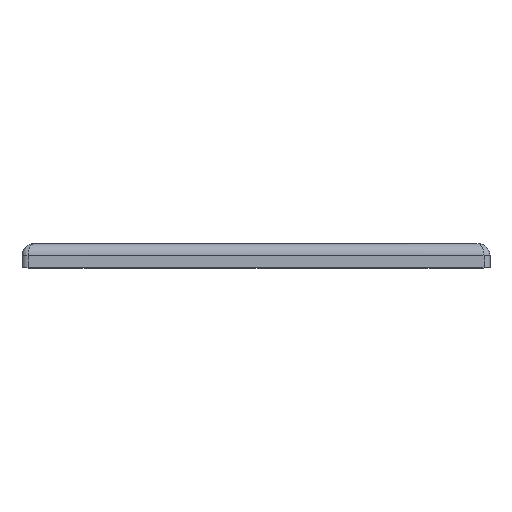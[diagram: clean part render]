
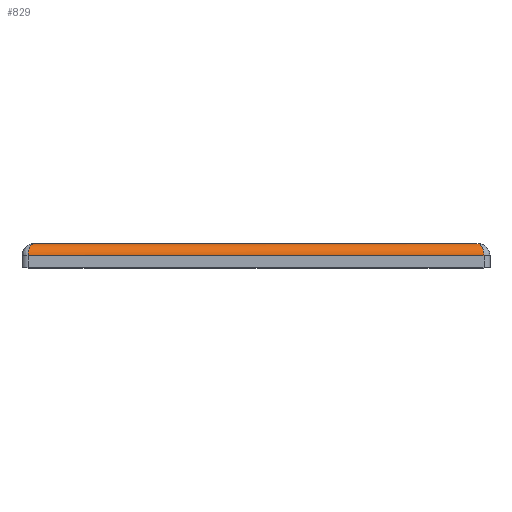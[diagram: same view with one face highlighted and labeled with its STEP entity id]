
A CAD part, top view. The second image highlights one B-rep face of the part: STEP entity #829.
In plain terms, the highlighted cylindrical face has radius 2 mm (diameter 4 mm), a partial arc.
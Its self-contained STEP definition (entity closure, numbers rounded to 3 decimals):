
#642 = VECTOR ( 'NONE', #1286, 1000. ) ;
#702 = LINE ( 'NONE', #1302, #642 ) ;
#829 = ADVANCED_FACE ( 'NONE', ( #3277 ), #2948, .T. ) ;
#1076 = CARTESIAN_POINT ( 'NONE',  ( 37.156, 3.979, 37.313 ) ) ;
#1286 = DIRECTION ( 'NONE',  ( -1., 0., 0. ) ) ;
#1302 = CARTESIAN_POINT ( 'NONE',  ( 19., 4., 37. ) ) ;
#1304 = AXIS2_PLACEMENT_3D ( 'NONE', #2311, #2330, #2238 ) ;
#1379 = CARTESIAN_POINT ( 'NONE',  ( 37., 4., 37. ) ) ;
#1402 = CARTESIAN_POINT ( 'NONE',  ( 37.084, 4., 37.167 ) ) ;
#1410 = CARTESIAN_POINT ( 'NONE',  ( 37.279, 3.925, 37.558 ) ) ;
#1435 = CARTESIAN_POINT ( 'NONE',  ( 37.329, 3.891, 37.658 ) ) ;
#1450 = CARTESIAN_POINT ( 'NONE',  ( 37.369, 3.859, 37.737 ) ) ;
#1483 = CARTESIAN_POINT ( 'NONE',  ( 37.37, 3.858, 37.741 ) ) ;
#1498 = CARTESIAN_POINT ( 'NONE',  ( 37.372, 3.856, 37.745 ) ) ;
#1529 = CARTESIAN_POINT ( 'NONE',  ( 37.376, 3.853, 37.751 ) ) ;
#1538 = EDGE_CURVE ( 'NONE', #3395, #3875, #4593, .T. ) ;
#1541 = CARTESIAN_POINT ( 'NONE',  ( 37.383, 3.847, 37.767 ) ) ;
#1557 = CARTESIAN_POINT ( 'NONE',  ( 37.398, 3.835, 37.797 ) ) ;
#1573 = CARTESIAN_POINT ( 'NONE',  ( 37.428, 3.808, 37.856 ) ) ;
#1589 = CARTESIAN_POINT ( 'NONE',  ( 37.452, 3.784, 37.904 ) ) ;
#1593 = VERTEX_POINT ( 'NONE', #2690 ) ;
#1610 = CARTESIAN_POINT ( 'NONE',  ( 37.499, 3.734, 37.999 ) ) ;
#1626 = CARTESIAN_POINT ( 'NONE',  ( 37.529, 3.698, 38.059 ) ) ;
#1644 = CARTESIAN_POINT ( 'NONE',  ( 37.614, 3.584, 38.229 ) ) ;
#1679 = CARTESIAN_POINT ( 'NONE',  ( 37.664, 3.5, 38.328 ) ) ;
#1692 = CARTESIAN_POINT ( 'NONE',  ( 37.71, 3.409, 38.42 ) ) ;
#1708 = CARTESIAN_POINT ( 'NONE',  ( 37.713, 3.402, 38.427 ) ) ;
#1724 = CARTESIAN_POINT ( 'NONE',  ( 37.72, 3.389, 38.439 ) ) ;
#1753 = CARTESIAN_POINT ( 'NONE',  ( 37.729, 3.37, 38.458 ) ) ;
#1772 = CARTESIAN_POINT ( 'NONE',  ( 37.75, 3.324, 38.499 ) ) ;
#1783 = CARTESIAN_POINT ( 'NONE',  ( 37.767, 3.284, 38.533 ) ) ;
#1797 = CARTESIAN_POINT ( 'NONE',  ( 37.799, 3.203, 38.599 ) ) ;
#1804 = CARTESIAN_POINT ( 'NONE',  ( 37.82, 3.147, 38.64 ) ) ;
#1813 = CARTESIAN_POINT ( 'NONE',  ( 37.875, 2.976, 38.751 ) ) ;
#1818 = CARTESIAN_POINT ( 'NONE',  ( 37.906, 2.857, 38.812 ) ) ;
#1837 = CARTESIAN_POINT ( 'NONE',  ( 37.942, 2.676, 38.884 ) ) ;
#1857 = CARTESIAN_POINT ( 'NONE',  ( 37.952, 2.617, 38.903 ) ) ;
#1875 = CARTESIAN_POINT ( 'NONE',  ( 37.969, 2.496, 38.939 ) ) ;
#1892 = CARTESIAN_POINT ( 'NONE',  ( 37.977, 2.434, 38.953 ) ) ;
#1893 = ORIENTED_EDGE ( 'NONE', *, *, #4767, .T. ) ;
#1937 = CARTESIAN_POINT ( 'NONE',  ( 37.994, 2.249, 38.988 ) ) ;
#2084 = CARTESIAN_POINT ( 'NONE',  ( -39., 2., 39. ) ) ;
#2129 = CARTESIAN_POINT ( 'NONE',  ( 38., 2.124, 39. ) ) ;
#2143 = CARTESIAN_POINT ( 'NONE',  ( 38., 2., 39. ) ) ;
#2238 = DIRECTION ( 'NONE',  ( 0., 0., 1. ) ) ;
#2311 = CARTESIAN_POINT ( 'NONE',  ( 19., 2., 37. ) ) ;
#2330 = DIRECTION ( 'NONE',  ( -1., 0., 0. ) ) ;
#2411 = CARTESIAN_POINT ( 'NONE',  ( 38., 2., 39. ) ) ;
#2498 = B_SPLINE_CURVE_WITH_KNOTS ( 'NONE', 3,
 ( #2143, #2129, #1937, #1892, #1875, #1857, #1837, #1818, #1813, #1804, #1797, #1783, #1772, #1753, #1724, #1708, #1692, #1679, #1644, #1626, #1610, #1589, #1573, #1557, #1541, #1529, #1498, #1483, #1450, #1435, #1410, #1076, #1402, #1379 ),
 .UNSPECIFIED., .F., .F.,
 ( 4, 2, 2, 2, 2, 2, 1, 1, 2, 2, 2, 2, 1, 1, 1, 1, 2, 2, 2, 4 ),
 ( 0., 0.125, 0.188, 0.25, 0.375, 0.438, 0.469, 0.484, 0.492, 0.5, 0.625, 0.688, 0.719, 0.734, 0.742, 0.746, 0.748, 0.75, 0.875, 1. ),
 .UNSPECIFIED. ) ;
#2589 = CARTESIAN_POINT ( 'NONE',  ( -37., 4., 37. ) ) ;
#2656 = B_SPLINE_CURVE_WITH_KNOTS ( 'NONE', 3,
 ( #3723, #3711, #3529, #3542, #3558, #3538, #3525, #3516, #4727, #3508, #3499, #3482, #3466, #3454, #3435, #3409, #3420, #3388, #3377, #3342, #3361, #3322, #3265, #3284, #3249, #3235, #3215, #3199, #3183, #3142, #3167, #3158, #3131 ),
 .UNSPECIFIED., .F., .F.,
 ( 4, 2, 2, 2, 1, 1, 1, 2, 2, 2, 2, 1, 1, 2, 2, 2, 2, 2, 4 ),
 ( 0., 0.125, 0.188, 0.219, 0.234, 0.242, 0.246, 0.248, 0.25, 0.375, 0.438, 0.469, 0.484, 0.492, 0.5, 0.625, 0.688, 0.75, 1. ),
 .UNSPECIFIED. ) ;
#2690 = CARTESIAN_POINT ( 'NONE',  ( 37., 4., 37. ) ) ;
#2752 = DIRECTION ( 'NONE',  ( 1., 0., 0. ) ) ;
#2757 = EDGE_LOOP ( 'NONE', ( #3093, #1893, #3717, #3566 ) ) ;
#2948 = CYLINDRICAL_SURFACE ( 'NONE', #1304, 2. ) ;
#3057 = EDGE_CURVE ( 'NONE', #3875, #1593, #2498, .T. ) ;
#3093 = ORIENTED_EDGE ( 'NONE', *, *, #3057, .T. ) ;
#3131 = CARTESIAN_POINT ( 'NONE',  ( -38., 2., 39. ) ) ;
#3142 = CARTESIAN_POINT ( 'NONE',  ( -37.918, 2.795, 38.836 ) ) ;
#3158 = CARTESIAN_POINT ( 'NONE',  ( -38., 2.248, 39. ) ) ;
#3167 = CARTESIAN_POINT ( 'NONE',  ( -37.977, 2.5, 38.953 ) ) ;
#3183 = CARTESIAN_POINT ( 'NONE',  ( -37.904, 2.857, 38.808 ) ) ;
#3199 = CARTESIAN_POINT ( 'NONE',  ( -37.874, 2.975, 38.748 ) ) ;
#3215 = CARTESIAN_POINT ( 'NONE',  ( -37.857, 3.033, 38.714 ) ) ;
#3235 = CARTESIAN_POINT ( 'NONE',  ( -37.801, 3.205, 38.602 ) ) ;
#3249 = CARTESIAN_POINT ( 'NONE',  ( -37.757, 3.314, 38.515 ) ) ;
#3265 = CARTESIAN_POINT ( 'NONE',  ( -37.702, 3.425, 38.403 ) ) ;
#3277 = FACE_OUTER_BOUND ( 'NONE', #2757, .T. ) ;
#3284 = CARTESIAN_POINT ( 'NONE',  ( -37.704, 3.42, 38.408 ) ) ;
#3322 = CARTESIAN_POINT ( 'NONE',  ( -37.696, 3.436, 38.392 ) ) ;
#3342 = CARTESIAN_POINT ( 'NONE',  ( -37.668, 3.489, 38.336 ) ) ;
#3361 = CARTESIAN_POINT ( 'NONE',  ( -37.688, 3.452, 38.376 ) ) ;
#3377 = CARTESIAN_POINT ( 'NONE',  ( -37.65, 3.52, 38.3 ) ) ;
#3388 = CARTESIAN_POINT ( 'NONE',  ( -37.612, 3.582, 38.225 ) ) ;
#3395 = VERTEX_POINT ( 'NONE', #4532 ) ;
#3409 = CARTESIAN_POINT ( 'NONE',  ( -37.501, 3.736, 38.003 ) ) ;
#3420 = CARTESIAN_POINT ( 'NONE',  ( -37.586, 3.622, 38.172 ) ) ;
#3435 = CARTESIAN_POINT ( 'NONE',  ( -37.438, 3.804, 37.876 ) ) ;
#3454 = CARTESIAN_POINT ( 'NONE',  ( -37.367, 3.86, 37.734 ) ) ;
#3466 = CARTESIAN_POINT ( 'NONE',  ( -37.367, 3.861, 37.734 ) ) ;
#3482 = CARTESIAN_POINT ( 'NONE',  ( -37.366, 3.862, 37.731 ) ) ;
#3499 = CARTESIAN_POINT ( 'NONE',  ( -37.364, 3.863, 37.728 ) ) ;
#3508 = CARTESIAN_POINT ( 'NONE',  ( -37.359, 3.866, 37.719 ) ) ;
#3516 = CARTESIAN_POINT ( 'NONE',  ( -37.342, 3.879, 37.685 ) ) ;
#3525 = CARTESIAN_POINT ( 'NONE',  ( -37.325, 3.891, 37.651 ) ) ;
#3529 = CARTESIAN_POINT ( 'NONE',  ( -37.156, 3.979, 37.313 ) ) ;
#3538 = CARTESIAN_POINT ( 'NONE',  ( -37.314, 3.899, 37.628 ) ) ;
#3542 = CARTESIAN_POINT ( 'NONE',  ( -37.248, 3.938, 37.497 ) ) ;
#3558 = CARTESIAN_POINT ( 'NONE',  ( -37.276, 3.923, 37.553 ) ) ;
#3566 = ORIENTED_EDGE ( 'NONE', *, *, #1538, .T. ) ;
#3601 = EDGE_CURVE ( 'NONE', #3859, #3395, #2656, .T. ) ;
#3711 = CARTESIAN_POINT ( 'NONE',  ( -37.084, 4., 37.167 ) ) ;
#3717 = ORIENTED_EDGE ( 'NONE', *, *, #3601, .T. ) ;
#3723 = CARTESIAN_POINT ( 'NONE',  ( -37., 4., 37. ) ) ;
#3859 = VERTEX_POINT ( 'NONE', #2589 ) ;
#3875 = VERTEX_POINT ( 'NONE', #2411 ) ;
#4532 = CARTESIAN_POINT ( 'NONE',  ( -38., 2., 39. ) ) ;
#4590 = VECTOR ( 'NONE', #2752, 1000. ) ;
#4593 = LINE ( 'NONE', #2084, #4590 ) ;
#4727 = CARTESIAN_POINT ( 'NONE',  ( -37.35, 3.873, 37.701 ) ) ;
#4767 = EDGE_CURVE ( 'NONE', #1593, #3859, #702, .T. ) ;
